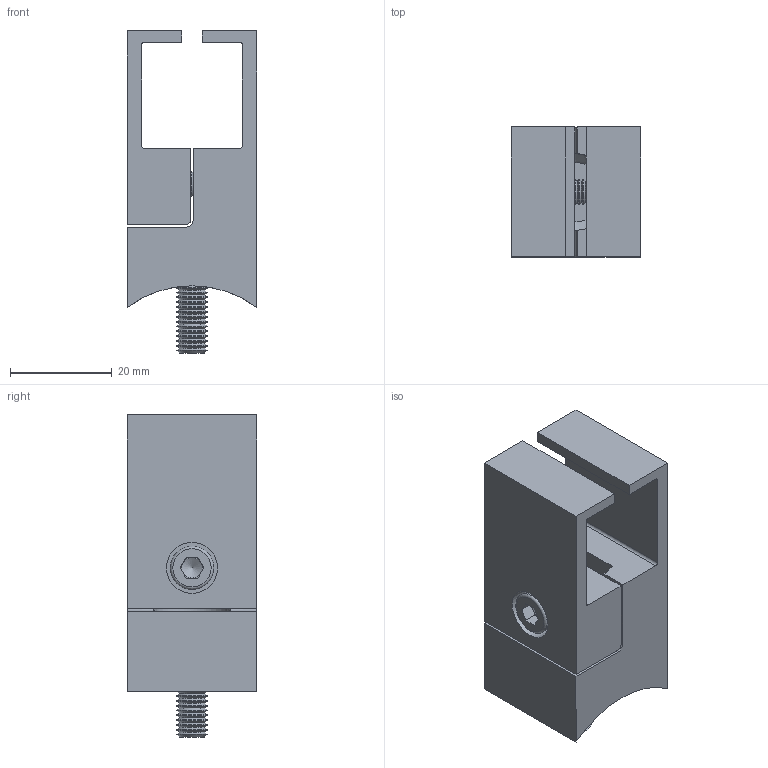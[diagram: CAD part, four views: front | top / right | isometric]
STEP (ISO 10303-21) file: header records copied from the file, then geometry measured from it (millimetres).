
FILE_DESCRIPTION (( 'STEP AP203' ), '1' );
FILE_NAME ('55352-240-42.step', '2019-10-17T07:37:07', ( '' ), ( '' ), 'SwSTEP 2.0', 'SolidWorks 2015', '' );
FILE_SCHEMA (( 'CONFIG_CONTROL_DESIGN' ));
Length unit declared in the file: millimetre
Products named in the file (10): socket head cap screw_din; 55352-240-42; 55352-240-XX Teil1_55352-240-42 Teil1; 55352-240-XX Teil2_55352-240-XX Teil2; 55352-240-XX Teil2; 55352-240-XX Teil1; socket countersunk head screw_din; socket head cap screw_din_DIN 912 M5 x 16 --- 16S; socket countersunk head screw_din_DIN 7991 - M6 x 20 --- 20S
Assembly tree (5 placements, depth 2):
  socket head cap screw_din
  55352-240-42
    55352-240-XX Teil1
  55352-240-XX Teil2
  socket countersunk head screw_din
  55352-240-42
    55352-240-XX Teil1_55352-240-42 Teil1
    55352-240-XX Teil2_55352-240-XX Teil2
    socket head cap screw_din_DIN 912 M5 x 16 --- 16S
    socket countersunk head screw_din_DIN 7991 - M6 x 20 --- 20S
Bounding box: 25.5 x 25.5 x 63.2 mm (x, y, z)
Volume: 19682.2 mm3; surface area: 11507 mm2
Topology: 4 solids, 4 shells, 522 faces, 1315 edges, 836 vertices
Faces by surface type: plane 246, bspline 138, cone 73, cylinder 58, torus 7
Full cylindrical faces by diameter (mm): 4.2 x1, 5 x18, 5.5 x1, 6 x17, 7 x1, 8.5 x1, 10 x1, 11.57 x1, 15 x1
Entity records: 23417 total; most frequent: CARTESIAN_POINT 11365, ORIENTED_EDGE 2374, DIRECTION 1862, EDGE_CURVE 1187, VERTEX_POINT 825, LINE 734, VECTOR 734, EDGE_LOOP 678
